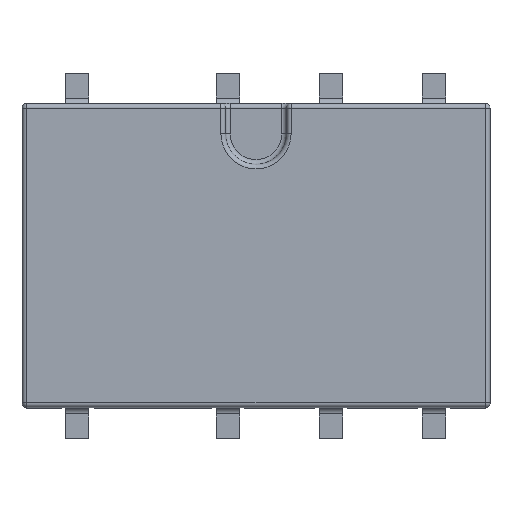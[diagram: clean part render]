
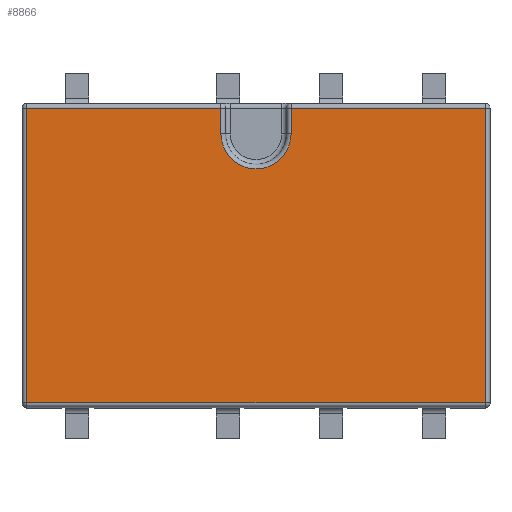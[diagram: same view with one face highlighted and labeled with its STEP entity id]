
A CAD part, top view. The second image highlights one B-rep face of the part: STEP entity #8866.
In plain terms, the highlighted planar face has unit normal (0, 0, 1).
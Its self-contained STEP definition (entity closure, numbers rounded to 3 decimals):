
#438=FACE_OUTER_BOUND('',#966,.T.);
#966=EDGE_LOOP('',(#5929,#5930,#5931,#5932,#5933,#5934,#5935,#5936));
#1482=CIRCLE('',#9426,0.75);
#1772=LINE('',#12966,#2745);
#1773=LINE('',#12968,#2746);
#1774=LINE('',#12970,#2747);
#1775=LINE('',#12974,#2748);
#1776=LINE('',#12976,#2749);
#1777=LINE('',#12978,#2750);
#1778=LINE('',#12979,#2751);
#2745=VECTOR('',#10246,1000.);
#2746=VECTOR('',#10247,1000.);
#2747=VECTOR('',#10248,1000.);
#2748=VECTOR('',#10251,1000.);
#2749=VECTOR('',#10252,1000.);
#2750=VECTOR('',#10253,1000.);
#2751=VECTOR('',#10254,1000.);
#3801=VERTEX_POINT('',#12964);
#3802=VERTEX_POINT('',#12965);
#3803=VERTEX_POINT('',#12967);
#3804=VERTEX_POINT('',#12969);
#3805=VERTEX_POINT('',#12971);
#3806=VERTEX_POINT('',#12973);
#3807=VERTEX_POINT('',#12975);
#3808=VERTEX_POINT('',#12977);
#4624=EDGE_CURVE('',#3801,#3802,#1772,.T.);
#4625=EDGE_CURVE('',#3802,#3803,#1773,.T.);
#4626=EDGE_CURVE('',#3803,#3804,#1774,.T.);
#4627=EDGE_CURVE('',#3804,#3805,#1482,.T.);
#4628=EDGE_CURVE('',#3805,#3806,#1775,.T.);
#4629=EDGE_CURVE('',#3806,#3807,#1776,.T.);
#4630=EDGE_CURVE('',#3807,#3808,#1777,.T.);
#4631=EDGE_CURVE('',#3808,#3801,#1778,.T.);
#5929=ORIENTED_EDGE('',*,*,#4624,.T.);
#5930=ORIENTED_EDGE('',*,*,#4625,.T.);
#5931=ORIENTED_EDGE('',*,*,#4626,.T.);
#5932=ORIENTED_EDGE('',*,*,#4627,.T.);
#5933=ORIENTED_EDGE('',*,*,#4628,.T.);
#5934=ORIENTED_EDGE('',*,*,#4629,.T.);
#5935=ORIENTED_EDGE('',*,*,#4630,.T.);
#5936=ORIENTED_EDGE('',*,*,#4631,.T.);
#8231=PLANE('',#9425);
#8866=ADVANCED_FACE('',(#438),#8231,.T.);
#9425=AXIS2_PLACEMENT_3D('',#12963,#10244,#10245);
#9426=AXIS2_PLACEMENT_3D('',#12972,#10249,#10250);
#10244=DIRECTION('center_axis',(0.,0.,1.));
#10245=DIRECTION('ref_axis',(1.,0.,0.));
#10246=DIRECTION('',(0.,1.,0.));
#10247=DIRECTION('',(-1.,0.,0.));
#10248=DIRECTION('',(0.,-1.,0.));
#10249=DIRECTION('center_axis',(0.,0.,-1.));
#10250=DIRECTION('ref_axis',(1.,0.,0.));
#10251=DIRECTION('',(0.,1.,0.));
#10252=DIRECTION('',(-1.,0.,0.));
#10253=DIRECTION('',(0.,-1.,0.));
#10254=DIRECTION('',(1.,0.,0.));
#12963=CARTESIAN_POINT('Origin',(0.,0.,5.2));
#12964=CARTESIAN_POINT('',(4.9,-3.15,5.2));
#12965=CARTESIAN_POINT('',(4.9,3.15,5.2));
#12966=CARTESIAN_POINT('',(4.9,3.25,5.2));
#12967=CARTESIAN_POINT('',(0.75,3.15,5.2));
#12968=CARTESIAN_POINT('',(0.65,3.15,5.2));
#12969=CARTESIAN_POINT('',(0.75,2.6,5.2));
#12970=CARTESIAN_POINT('',(0.75,2.6,5.2));
#12971=CARTESIAN_POINT('',(-0.75,2.6,5.2));
#12972=CARTESIAN_POINT('Origin',(0.,2.6,5.2));
#12973=CARTESIAN_POINT('',(-0.75,3.15,5.2));
#12974=CARTESIAN_POINT('',(-0.75,3.25,5.2));
#12975=CARTESIAN_POINT('',(-4.9,3.15,5.2));
#12976=CARTESIAN_POINT('',(-5.,3.15,5.2));
#12977=CARTESIAN_POINT('',(-4.9,-3.15,5.2));
#12978=CARTESIAN_POINT('',(-4.9,-3.25,5.2));
#12979=CARTESIAN_POINT('',(5.,-3.15,5.2));
